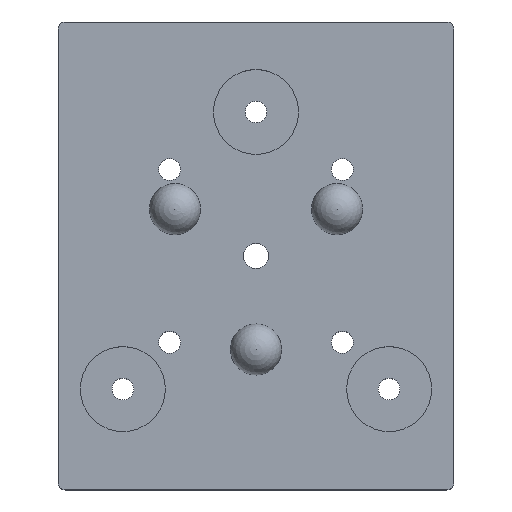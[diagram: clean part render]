
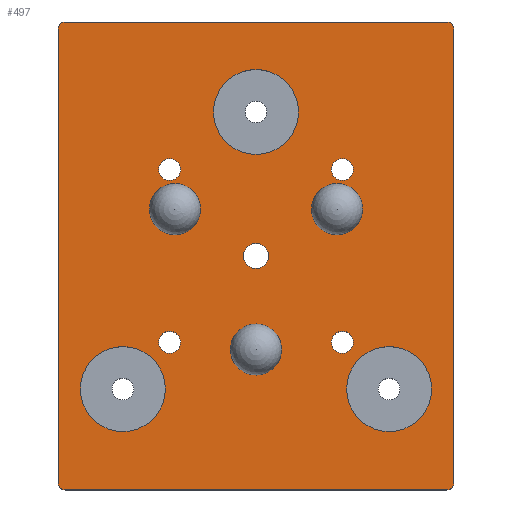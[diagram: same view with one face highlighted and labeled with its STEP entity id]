
A CAD part, top view. The second image highlights one B-rep face of the part: STEP entity #497.
In plain terms, the highlighted face is planar.
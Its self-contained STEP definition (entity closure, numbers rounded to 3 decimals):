
#37=FACE_BOUND('',#164,.T.);
#38=FACE_BOUND('',#165,.T.);
#39=FACE_BOUND('',#166,.T.);
#40=FACE_BOUND('',#167,.T.);
#41=FACE_BOUND('',#168,.T.);
#42=FACE_BOUND('',#169,.T.);
#43=FACE_BOUND('',#170,.T.);
#44=FACE_BOUND('',#171,.T.);
#45=FACE_BOUND('',#172,.T.);
#46=FACE_BOUND('',#173,.T.);
#47=FACE_BOUND('',#174,.T.);
#49=CIRCLE('',#517,1.525);
#51=CIRCLE('',#520,1.525);
#53=CIRCLE('',#523,1.525);
#55=CIRCLE('',#526,1.525);
#57=CIRCLE('',#529,1.75);
#58=CIRCLE('',#531,1.);
#60=CIRCLE('',#535,1.);
#64=CIRCLE('',#541,5.9);
#67=CIRCLE('',#546,5.9);
#70=CIRCLE('',#551,5.9);
#74=CIRCLE('',#559,3.55);
#76=CIRCLE('',#562,3.55);
#78=CIRCLE('',#565,3.55);
#80=CIRCLE('',#569,1.);
#82=CIRCLE('',#573,1.);
#125=FACE_OUTER_BOUND('',#163,.T.);
#163=EDGE_LOOP('',(#443,#444,#445,#446,#447,#448,#449,#450));
#164=EDGE_LOOP('',(#451));
#165=EDGE_LOOP('',(#452));
#166=EDGE_LOOP('',(#453));
#167=EDGE_LOOP('',(#454));
#168=EDGE_LOOP('',(#455));
#169=EDGE_LOOP('',(#456));
#170=EDGE_LOOP('',(#457));
#171=EDGE_LOOP('',(#458));
#172=EDGE_LOOP('',(#459));
#173=EDGE_LOOP('',(#460));
#174=EDGE_LOOP('',(#461));
#175=LINE('',#748,#202);
#187=LINE('',#797,#214);
#195=LINE('',#858,#222);
#199=LINE('',#870,#226);
#202=VECTOR('',#587,10.);
#214=VECTOR('',#637,10.);
#222=VECTOR('',#713,10.);
#226=VECTOR('',#725,10.);
#229=VERTEX_POINT('',#746);
#230=VERTEX_POINT('',#747);
#234=VERTEX_POINT('',#757);
#236=VERTEX_POINT('',#763);
#238=VERTEX_POINT('',#769);
#240=VERTEX_POINT('',#775);
#242=VERTEX_POINT('',#781);
#244=VERTEX_POINT('',#786);
#245=VERTEX_POINT('',#788);
#247=VERTEX_POINT('',#794);
#251=VERTEX_POINT('',#808);
#254=VERTEX_POINT('',#817);
#257=VERTEX_POINT('',#826);
#261=VERTEX_POINT('',#842);
#263=VERTEX_POINT('',#847);
#265=VERTEX_POINT('',#852);
#267=VERTEX_POINT('',#857);
#269=VERTEX_POINT('',#863);
#271=VERTEX_POINT('',#869);
#273=EDGE_CURVE('',#229,#230,#175,.T.);
#279=EDGE_CURVE('',#234,#234,#49,.T.);
#282=EDGE_CURVE('',#236,#236,#51,.T.);
#285=EDGE_CURVE('',#238,#238,#53,.T.);
#288=EDGE_CURVE('',#240,#240,#55,.T.);
#291=EDGE_CURVE('',#242,#242,#57,.T.);
#293=EDGE_CURVE('',#244,#245,#58,.T.);
#297=EDGE_CURVE('',#247,#244,#187,.T.);
#299=EDGE_CURVE('',#230,#247,#60,.T.);
#303=EDGE_CURVE('',#251,#251,#64,.T.);
#307=EDGE_CURVE('',#254,#254,#67,.T.);
#311=EDGE_CURVE('',#257,#257,#70,.T.);
#319=EDGE_CURVE('',#261,#261,#74,.T.);
#321=EDGE_CURVE('',#263,#263,#76,.T.);
#323=EDGE_CURVE('',#265,#265,#78,.T.);
#325=EDGE_CURVE('',#245,#267,#195,.T.);
#328=EDGE_CURVE('',#267,#269,#80,.T.);
#331=EDGE_CURVE('',#271,#269,#199,.T.);
#334=EDGE_CURVE('',#271,#229,#82,.T.);
#443=ORIENTED_EDGE('',*,*,#273,.F.);
#444=ORIENTED_EDGE('',*,*,#334,.F.);
#445=ORIENTED_EDGE('',*,*,#331,.T.);
#446=ORIENTED_EDGE('',*,*,#328,.F.);
#447=ORIENTED_EDGE('',*,*,#325,.F.);
#448=ORIENTED_EDGE('',*,*,#293,.F.);
#449=ORIENTED_EDGE('',*,*,#297,.F.);
#450=ORIENTED_EDGE('',*,*,#299,.F.);
#451=ORIENTED_EDGE('',*,*,#291,.T.);
#452=ORIENTED_EDGE('',*,*,#288,.T.);
#453=ORIENTED_EDGE('',*,*,#285,.T.);
#454=ORIENTED_EDGE('',*,*,#282,.T.);
#455=ORIENTED_EDGE('',*,*,#279,.T.);
#456=ORIENTED_EDGE('',*,*,#303,.T.);
#457=ORIENTED_EDGE('',*,*,#307,.T.);
#458=ORIENTED_EDGE('',*,*,#311,.T.);
#459=ORIENTED_EDGE('',*,*,#319,.T.);
#460=ORIENTED_EDGE('',*,*,#321,.T.);
#461=ORIENTED_EDGE('',*,*,#323,.T.);
#470=PLANE('',#576);
#497=ADVANCED_FACE('',(#125,#37,#38,#39,#40,#41,#42,#43,#44,#45,#46,#47),
#470,.T.);
#517=AXIS2_PLACEMENT_3D('',#759,#596,#597);
#520=AXIS2_PLACEMENT_3D('',#765,#603,#604);
#523=AXIS2_PLACEMENT_3D('',#771,#610,#611);
#526=AXIS2_PLACEMENT_3D('',#777,#617,#618);
#529=AXIS2_PLACEMENT_3D('',#783,#624,#625);
#531=AXIS2_PLACEMENT_3D('',#789,#629,#630);
#535=AXIS2_PLACEMENT_3D('',#800,#641,#642);
#541=AXIS2_PLACEMENT_3D('',#809,#653,#654);
#546=AXIS2_PLACEMENT_3D('',#818,#664,#665);
#551=AXIS2_PLACEMENT_3D('',#827,#675,#676);
#559=AXIS2_PLACEMENT_3D('',#843,#695,#696);
#562=AXIS2_PLACEMENT_3D('',#848,#701,#702);
#565=AXIS2_PLACEMENT_3D('',#853,#707,#708);
#569=AXIS2_PLACEMENT_3D('',#864,#718,#719);
#573=AXIS2_PLACEMENT_3D('',#875,#730,#731);
#576=AXIS2_PLACEMENT_3D('',#878,#736,#737);
#587=DIRECTION('',(0.,-1.,0.));
#596=DIRECTION('center_axis',(-1.,0.,0.));
#597=DIRECTION('ref_axis',(0.,0.,-1.));
#603=DIRECTION('center_axis',(-1.,0.,0.));
#604=DIRECTION('ref_axis',(0.,0.,-1.));
#610=DIRECTION('center_axis',(-1.,0.,0.));
#611=DIRECTION('ref_axis',(0.,0.,-1.));
#617=DIRECTION('center_axis',(-1.,0.,0.));
#618=DIRECTION('ref_axis',(0.,0.,-1.));
#624=DIRECTION('center_axis',(-1.,0.,0.));
#625=DIRECTION('ref_axis',(0.,0.,-1.));
#629=DIRECTION('center_axis',(-1.,0.,0.));
#630=DIRECTION('ref_axis',(0.,-0.707,0.707));
#637=DIRECTION('',(0.,0.,1.));
#641=DIRECTION('center_axis',(-1.,0.,0.));
#642=DIRECTION('ref_axis',(0.,-0.707,-0.707));
#653=DIRECTION('center_axis',(-1.,0.,0.));
#654=DIRECTION('ref_axis',(0.,1.,0.));
#664=DIRECTION('center_axis',(-1.,0.,0.));
#665=DIRECTION('ref_axis',(0.,1.,0.));
#675=DIRECTION('center_axis',(-1.,0.,0.));
#676=DIRECTION('ref_axis',(0.,1.,0.));
#695=DIRECTION('center_axis',(-1.,0.,0.));
#696=DIRECTION('ref_axis',(0.,0.,1.));
#701=DIRECTION('center_axis',(-1.,0.,0.));
#702=DIRECTION('ref_axis',(0.,0.,1.));
#707=DIRECTION('center_axis',(-1.,0.,0.));
#708=DIRECTION('ref_axis',(0.,0.,1.));
#713=DIRECTION('',(0.,1.,0.));
#718=DIRECTION('center_axis',(-1.,0.,0.));
#719=DIRECTION('ref_axis',(0.,0.707,0.707));
#725=DIRECTION('',(0.,0.,1.));
#730=DIRECTION('center_axis',(-1.,0.,0.));
#731=DIRECTION('ref_axis',(0.,0.707,-0.707));
#736=DIRECTION('center_axis',(1.,0.,0.));
#737=DIRECTION('ref_axis',(0.,1.,0.));
#746=CARTESIAN_POINT('',(0.,64.,0.));
#747=CARTESIAN_POINT('',(0.,1.,0.));
#748=CARTESIAN_POINT('',(0.,16.25,0.));
#757=CARTESIAN_POINT('',(0.,44.5,41.025));
#759=CARTESIAN_POINT('Origin',(0.,44.5,39.5));
#763=CARTESIAN_POINT('',(0.,20.5,17.025));
#765=CARTESIAN_POINT('Origin',(0.,20.5,15.5));
#769=CARTESIAN_POINT('',(0.,20.5,41.025));
#771=CARTESIAN_POINT('Origin',(0.,20.5,39.5));
#775=CARTESIAN_POINT('',(0.,44.5,17.025));
#777=CARTESIAN_POINT('Origin',(0.,44.5,15.5));
#781=CARTESIAN_POINT('',(0.,32.5,29.25));
#783=CARTESIAN_POINT('Origin',(0.,32.5,27.5));
#786=CARTESIAN_POINT('',(0.,0.,54.));
#788=CARTESIAN_POINT('',(0.,1.,55.));
#789=CARTESIAN_POINT('Origin',(0.,1.,54.));
#794=CARTESIAN_POINT('',(0.,0.,1.));
#797=CARTESIAN_POINT('',(0.,0.,0.));
#800=CARTESIAN_POINT('Origin',(0.,1.,1.));
#808=CARTESIAN_POINT('',(0.,46.6,27.5));
#809=CARTESIAN_POINT('Origin',(0.,52.5,27.5));
#817=CARTESIAN_POINT('',(0.,8.1,9.));
#818=CARTESIAN_POINT('Origin',(0.,14.,9.));
#826=CARTESIAN_POINT('',(0.,8.1,46.));
#827=CARTESIAN_POINT('Origin',(0.,14.,46.));
#842=CARTESIAN_POINT('',(0.,23.05,27.5));
#843=CARTESIAN_POINT('Origin',(0.,19.5,27.5));
#847=CARTESIAN_POINT('',(0.,37.225,35.684));
#848=CARTESIAN_POINT('Origin',(0.,39.,38.758));
#852=CARTESIAN_POINT('',(0.,37.225,19.316));
#853=CARTESIAN_POINT('Origin',(0.,39.,16.242));
#857=CARTESIAN_POINT('',(0.,64.,55.));
#858=CARTESIAN_POINT('',(0.,0.,55.));
#863=CARTESIAN_POINT('',(0.,65.,54.));
#864=CARTESIAN_POINT('Origin',(0.,64.,54.));
#869=CARTESIAN_POINT('',(0.,65.,1.));
#870=CARTESIAN_POINT('',(0.,65.,0.));
#875=CARTESIAN_POINT('Origin',(0.,64.,1.));
#878=CARTESIAN_POINT('Origin',(0.,0.,0.));
